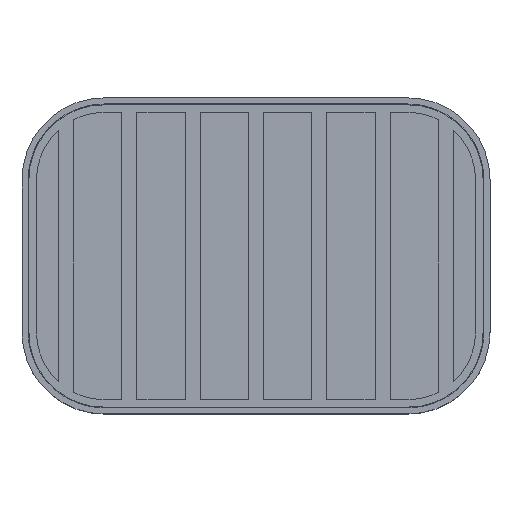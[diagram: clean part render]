
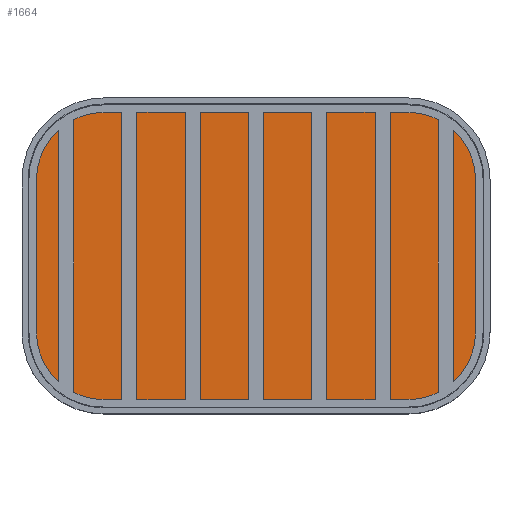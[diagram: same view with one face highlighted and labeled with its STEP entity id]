
A CAD part, top view. The second image highlights one B-rep face of the part: STEP entity #1664.
In plain terms, the highlighted planar face has unit normal (0, 0, 1).
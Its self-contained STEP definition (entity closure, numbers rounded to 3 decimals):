
#68=CIRCLE('',#1781,18.);
#69=CIRCLE('',#1782,18.);
#70=CIRCLE('',#1783,18.);
#71=CIRCLE('',#1784,18.);
#120=FACE_OUTER_BOUND('',#209,.T.);
#209=EDGE_LOOP('',(#1123,#1124,#1125,#1126,#1127,#1128,#1129,#1130,#1131,
#1132,#1133,#1134,#1135,#1136,#1137,#1138,#1139,#1140,#1141,#1142,#1143,
#1144,#1145,#1146));
#311=LINE('',#2401,#507);
#315=LINE('',#2410,#511);
#319=LINE('',#2417,#515);
#322=LINE('',#2423,#518);
#323=LINE('',#2425,#519);
#324=LINE('',#2429,#520);
#325=LINE('',#2431,#521);
#326=LINE('',#2433,#522);
#327=LINE('',#2437,#523);
#328=LINE('',#2439,#524);
#329=LINE('',#2441,#525);
#330=LINE('',#2443,#526);
#331=LINE('',#2445,#527);
#332=LINE('',#2447,#528);
#333=LINE('',#2449,#529);
#334=LINE('',#2453,#530);
#335=LINE('',#2455,#531);
#336=LINE('',#2457,#532);
#337=LINE('',#2461,#533);
#338=LINE('',#2462,#534);
#507=VECTOR('',#1922,10.);
#511=VECTOR('',#1928,10.);
#515=VECTOR('',#1934,10.);
#518=VECTOR('',#1941,10.);
#519=VECTOR('',#1942,10.);
#520=VECTOR('',#1945,10.);
#521=VECTOR('',#1946,10.);
#522=VECTOR('',#1947,10.);
#523=VECTOR('',#1950,10.);
#524=VECTOR('',#1951,10.);
#525=VECTOR('',#1952,10.);
#526=VECTOR('',#1953,10.);
#527=VECTOR('',#1954,10.);
#528=VECTOR('',#1955,10.);
#529=VECTOR('',#1956,10.);
#530=VECTOR('',#1959,10.);
#531=VECTOR('',#1960,10.);
#532=VECTOR('',#1961,10.);
#533=VECTOR('',#1964,10.);
#534=VECTOR('',#1965,10.);
#703=VERTEX_POINT('',#2399);
#704=VERTEX_POINT('',#2400);
#707=VERTEX_POINT('',#2408);
#708=VERTEX_POINT('',#2409);
#711=VERTEX_POINT('',#2422);
#712=VERTEX_POINT('',#2424);
#713=VERTEX_POINT('',#2426);
#714=VERTEX_POINT('',#2428);
#715=VERTEX_POINT('',#2430);
#716=VERTEX_POINT('',#2432);
#717=VERTEX_POINT('',#2434);
#718=VERTEX_POINT('',#2436);
#719=VERTEX_POINT('',#2438);
#720=VERTEX_POINT('',#2440);
#721=VERTEX_POINT('',#2442);
#722=VERTEX_POINT('',#2444);
#723=VERTEX_POINT('',#2446);
#724=VERTEX_POINT('',#2448);
#725=VERTEX_POINT('',#2450);
#726=VERTEX_POINT('',#2452);
#727=VERTEX_POINT('',#2454);
#728=VERTEX_POINT('',#2456);
#729=VERTEX_POINT('',#2458);
#730=VERTEX_POINT('',#2460);
#863=EDGE_CURVE('',#703,#704,#311,.T.);
#867=EDGE_CURVE('',#707,#708,#315,.T.);
#871=EDGE_CURVE('',#708,#703,#319,.T.);
#874=EDGE_CURVE('',#711,#704,#322,.T.);
#875=EDGE_CURVE('',#711,#712,#323,.T.);
#876=EDGE_CURVE('',#712,#713,#68,.T.);
#877=EDGE_CURVE('',#713,#714,#324,.T.);
#878=EDGE_CURVE('',#715,#714,#325,.T.);
#879=EDGE_CURVE('',#715,#716,#326,.T.);
#880=EDGE_CURVE('',#716,#717,#69,.T.);
#881=EDGE_CURVE('',#717,#718,#327,.T.);
#882=EDGE_CURVE('',#719,#718,#328,.T.);
#883=EDGE_CURVE('',#719,#720,#329,.T.);
#884=EDGE_CURVE('',#720,#721,#330,.T.);
#885=EDGE_CURVE('',#721,#722,#331,.T.);
#886=EDGE_CURVE('',#723,#722,#332,.T.);
#887=EDGE_CURVE('',#723,#724,#333,.T.);
#888=EDGE_CURVE('',#724,#725,#70,.T.);
#889=EDGE_CURVE('',#725,#726,#334,.T.);
#890=EDGE_CURVE('',#727,#726,#335,.T.);
#891=EDGE_CURVE('',#727,#728,#336,.T.);
#892=EDGE_CURVE('',#728,#729,#71,.T.);
#893=EDGE_CURVE('',#729,#730,#337,.T.);
#894=EDGE_CURVE('',#707,#730,#338,.T.);
#1123=ORIENTED_EDGE('',*,*,#867,.T.);
#1124=ORIENTED_EDGE('',*,*,#871,.T.);
#1125=ORIENTED_EDGE('',*,*,#863,.T.);
#1126=ORIENTED_EDGE('',*,*,#874,.F.);
#1127=ORIENTED_EDGE('',*,*,#875,.T.);
#1128=ORIENTED_EDGE('',*,*,#876,.T.);
#1129=ORIENTED_EDGE('',*,*,#877,.T.);
#1130=ORIENTED_EDGE('',*,*,#878,.F.);
#1131=ORIENTED_EDGE('',*,*,#879,.T.);
#1132=ORIENTED_EDGE('',*,*,#880,.T.);
#1133=ORIENTED_EDGE('',*,*,#881,.T.);
#1134=ORIENTED_EDGE('',*,*,#882,.F.);
#1135=ORIENTED_EDGE('',*,*,#883,.T.);
#1136=ORIENTED_EDGE('',*,*,#884,.T.);
#1137=ORIENTED_EDGE('',*,*,#885,.T.);
#1138=ORIENTED_EDGE('',*,*,#886,.F.);
#1139=ORIENTED_EDGE('',*,*,#887,.T.);
#1140=ORIENTED_EDGE('',*,*,#888,.T.);
#1141=ORIENTED_EDGE('',*,*,#889,.T.);
#1142=ORIENTED_EDGE('',*,*,#890,.F.);
#1143=ORIENTED_EDGE('',*,*,#891,.T.);
#1144=ORIENTED_EDGE('',*,*,#892,.T.);
#1145=ORIENTED_EDGE('',*,*,#893,.T.);
#1146=ORIENTED_EDGE('',*,*,#894,.F.);
#1599=PLANE('',#1780);
#1664=ADVANCED_FACE('',(#120),#1599,.T.);
#1780=AXIS2_PLACEMENT_3D('',#2421,#1939,#1940);
#1781=AXIS2_PLACEMENT_3D('',#2427,#1943,#1944);
#1782=AXIS2_PLACEMENT_3D('',#2435,#1948,#1949);
#1783=AXIS2_PLACEMENT_3D('',#2451,#1957,#1958);
#1784=AXIS2_PLACEMENT_3D('',#2459,#1962,#1963);
#1922=DIRECTION('',(0.,-1.,0.));
#1928=DIRECTION('',(0.,1.,0.));
#1934=DIRECTION('',(1.,0.,0.));
#1939=DIRECTION('center_axis',(0.,0.,1.));
#1940=DIRECTION('ref_axis',(1.,0.,0.));
#1941=DIRECTION('',(-1.,0.,0.));
#1942=DIRECTION('',(0.,1.,0.));
#1943=DIRECTION('center_axis',(0.,0.,1.));
#1944=DIRECTION('ref_axis',(0.,-1.,0.));
#1945=DIRECTION('',(1.,0.,0.));
#1946=DIRECTION('',(0.,-1.,0.));
#1947=DIRECTION('',(-1.,0.,0.));
#1948=DIRECTION('center_axis',(0.,0.,1.));
#1949=DIRECTION('ref_axis',(1.,0.,0.));
#1950=DIRECTION('',(0.,1.,0.));
#1951=DIRECTION('',(1.,0.,0.));
#1952=DIRECTION('',(0.,-1.,0.));
#1953=DIRECTION('',(-1.,0.,0.));
#1954=DIRECTION('',(0.,1.,0.));
#1955=DIRECTION('',(1.,0.,0.));
#1956=DIRECTION('',(0.,-1.,0.));
#1957=DIRECTION('center_axis',(0.,0.,1.));
#1958=DIRECTION('ref_axis',(0.,1.,0.));
#1959=DIRECTION('',(-1.,0.,0.));
#1960=DIRECTION('',(0.,1.,0.));
#1961=DIRECTION('',(1.,0.,0.));
#1962=DIRECTION('center_axis',(0.,0.,1.));
#1963=DIRECTION('ref_axis',(-1.,0.,0.));
#1964=DIRECTION('',(0.,-1.,0.));
#1965=DIRECTION('',(-1.,0.,0.));
#2399=CARTESIAN_POINT('',(2.,-38.,0.));
#2400=CARTESIAN_POINT('',(2.,-40.,0.));
#2401=CARTESIAN_POINT('',(2.,-20.,0.));
#2408=CARTESIAN_POINT('',(-2.,-40.,0.));
#2409=CARTESIAN_POINT('',(-2.,-38.,0.));
#2410=CARTESIAN_POINT('',(-2.,-19.,0.));
#2417=CARTESIAN_POINT('',(1.,-38.,0.));
#2421=CARTESIAN_POINT('Origin',(0.,0.,0.));
#2422=CARTESIAN_POINT('',(40.,-40.,0.));
#2423=CARTESIAN_POINT('',(40.,-40.,0.));
#2424=CARTESIAN_POINT('',(40.,-38.,0.));
#2425=CARTESIAN_POINT('',(40.,-19.,0.));
#2426=CARTESIAN_POINT('',(58.,-20.,0.));
#2427=CARTESIAN_POINT('Origin',(40.,-20.,0.));
#2428=CARTESIAN_POINT('',(60.,-20.,0.));
#2429=CARTESIAN_POINT('',(30.,-20.,0.));
#2430=CARTESIAN_POINT('',(60.,20.,0.));
#2431=CARTESIAN_POINT('',(60.,20.,0.));
#2432=CARTESIAN_POINT('',(58.,20.,0.));
#2433=CARTESIAN_POINT('',(29.,20.,0.));
#2434=CARTESIAN_POINT('',(40.,38.,0.));
#2435=CARTESIAN_POINT('Origin',(40.,20.,0.));
#2436=CARTESIAN_POINT('',(40.,40.,0.));
#2437=CARTESIAN_POINT('',(40.,20.,0.));
#2438=CARTESIAN_POINT('',(2.,40.,0.));
#2439=CARTESIAN_POINT('',(-40.,40.,0.));
#2440=CARTESIAN_POINT('',(2.,38.,0.));
#2441=CARTESIAN_POINT('',(2.,19.,0.));
#2442=CARTESIAN_POINT('',(-2.,38.,0.));
#2443=CARTESIAN_POINT('',(-1.,38.,0.));
#2444=CARTESIAN_POINT('',(-2.,40.,0.));
#2445=CARTESIAN_POINT('',(-2.,20.,0.));
#2446=CARTESIAN_POINT('',(-40.,40.,0.));
#2447=CARTESIAN_POINT('',(-40.,40.,0.));
#2448=CARTESIAN_POINT('',(-40.,38.,0.));
#2449=CARTESIAN_POINT('',(-40.,19.,0.));
#2450=CARTESIAN_POINT('',(-58.,20.,0.));
#2451=CARTESIAN_POINT('Origin',(-40.,20.,0.));
#2452=CARTESIAN_POINT('',(-60.,20.,0.));
#2453=CARTESIAN_POINT('',(-30.,20.,0.));
#2454=CARTESIAN_POINT('',(-60.,-20.,0.));
#2455=CARTESIAN_POINT('',(-60.,-20.,0.));
#2456=CARTESIAN_POINT('',(-58.,-20.,0.));
#2457=CARTESIAN_POINT('',(-29.,-20.,0.));
#2458=CARTESIAN_POINT('',(-40.,-38.,0.));
#2459=CARTESIAN_POINT('Origin',(-40.,-20.,0.));
#2460=CARTESIAN_POINT('',(-40.,-40.,0.));
#2461=CARTESIAN_POINT('',(-40.,-20.,0.));
#2462=CARTESIAN_POINT('',(40.,-40.,0.));
